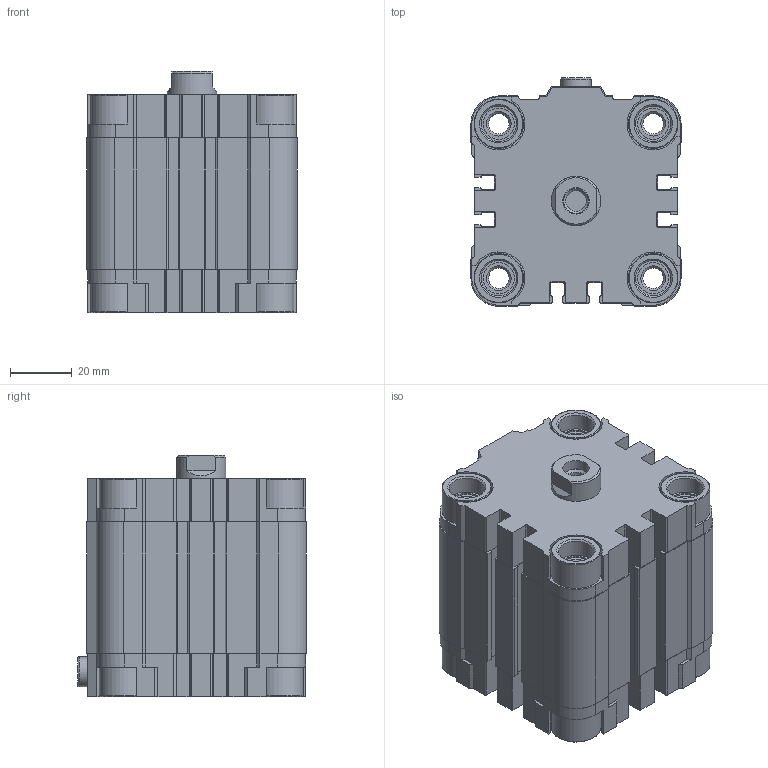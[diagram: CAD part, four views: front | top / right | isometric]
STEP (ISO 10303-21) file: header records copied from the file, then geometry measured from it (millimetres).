
FILE_DESCRIPTION(/* description */ (''),/* implementation_level */ '2;1');
FILE_NAME(/* name */ 'sesbs_50-25.stp',/* time_stamp */ '2017-07-14T11:06:34+02:00',/* author */ ('Hamoud'),/* organization */ (''),/* preprocessor_version */ 'ST-DEVELOPER v15.6',/* originating_system */ 'Autodesk Inventor LT ',/* authorisation */ '');
FILE_SCHEMA (('AUTOMOTIVE_DESIGN { 1 0 10303 214 3 1 1 }'));
Length unit declared in the file: millimetre
Products named in the file (1): sesbs_50-25
Bounding box: 68 x 73.99 x 78 mm (x, y, z)
Volume: 236302.5 mm3; surface area: 69801.6 mm2
Topology: 2 solids, 3 shells, 471 faces, 1219 edges, 804 vertices
Faces by surface type: plane 264, cylinder 170, cone 28, torus 9
Full cylindrical faces by diameter (mm): 6 x1, 6.647 x9, 8.5 x1, 8.566 x2, 9.728 x1, 10.1 x8, 10.7 x4, 10.917 x8, 11.4 x8, 16 x10, 50 x2
Entity records: 13903 total; most frequent: DIRECTION 2440, CARTESIAN_POINT 2394, ORIENTED_EDGE 2240, EDGE_CURVE 1120, AXIS2_PLACEMENT_3D 852, VERTEX_POINT 794, LINE 736, VECTOR 736
